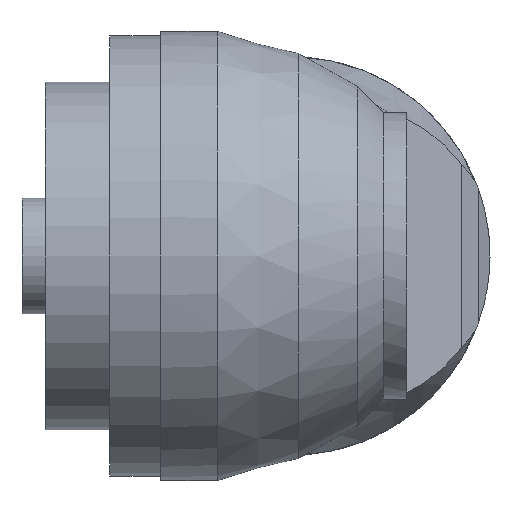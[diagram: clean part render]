
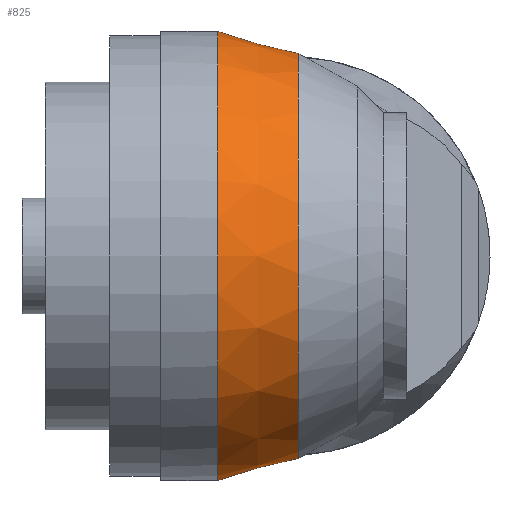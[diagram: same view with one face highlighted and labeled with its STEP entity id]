
A CAD part, left-side view. The second image highlights one B-rep face of the part: STEP entity #825.
In plain terms, the highlighted conical face has half-angle 15 degrees and reference radius 48.5 mm.
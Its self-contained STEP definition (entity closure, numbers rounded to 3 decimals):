
#36=CONICAL_SURFACE('',#932,48.5,0.262);
#37=B_SPLINE_CURVE_WITH_KNOTS('',3,(#1287,#1288,#1289,#1290,#1291,#1292),
 .UNSPECIFIED.,.F.,.F.,(4,2,4),(2.769,3.604,3.857),
 .UNSPECIFIED.);
#43=B_SPLINE_CURVE_WITH_KNOTS('',3,(#1338,#1339,#1340,#1341,#1342,#1343),
 .UNSPECIFIED.,.F.,.F.,(4,2,4),(3.496,4.218,4.416),
 .UNSPECIFIED.);
#44=B_SPLINE_CURVE_WITH_KNOTS('',3,(#1347,#1348,#1349,#1350,#1351,#1352),
 .UNSPECIFIED.,.F.,.F.,(4,2,4),(14.919,15.171,16.007),
 .UNSPECIFIED.);
#50=B_SPLINE_CURVE_WITH_KNOTS('',3,(#1393,#1394,#1395,#1396,#1397,#1398),
 .UNSPECIFIED.,.F.,.F.,(4,2,4),(17.336,17.535,18.257),
 .UNSPECIFIED.);
#174=FACE_OUTER_BOUND('',#224,.T.);
#224=EDGE_LOOP('',(#631,#632,#633,#634,#635,#636));
#270=CIRCLE('',#927,43.841);
#274=CIRCLE('',#933,48.5);
#318=VERTEX_POINT('',#1285);
#319=VERTEX_POINT('',#1286);
#324=VERTEX_POINT('',#1316);
#329=VERTEX_POINT('',#1345);
#330=VERTEX_POINT('',#1346);
#338=VERTEX_POINT('',#1384);
#402=EDGE_CURVE('',#318,#319,#37,.T.);
#413=EDGE_CURVE('',#324,#318,#43,.T.);
#414=EDGE_CURVE('',#329,#330,#44,.T.);
#423=EDGE_CURVE('',#330,#338,#50,.T.);
#458=EDGE_CURVE('',#329,#319,#270,.T.);
#462=EDGE_CURVE('',#338,#324,#274,.T.);
#631=ORIENTED_EDGE('',*,*,#413,.T.);
#632=ORIENTED_EDGE('',*,*,#402,.T.);
#633=ORIENTED_EDGE('',*,*,#458,.F.);
#634=ORIENTED_EDGE('',*,*,#414,.T.);
#635=ORIENTED_EDGE('',*,*,#423,.T.);
#636=ORIENTED_EDGE('',*,*,#462,.T.);
#825=ADVANCED_FACE('',(#174),#36,.T.);
#927=AXIS2_PLACEMENT_3D('',#1473,#1122,#1123);
#932=AXIS2_PLACEMENT_3D('',#1479,#1132,#1133);
#933=AXIS2_PLACEMENT_3D('',#1480,#1134,#1135);
#1122=DIRECTION('center_axis',(0.,-1.,0.));
#1123=DIRECTION('ref_axis',(0.,0.,-1.));
#1132=DIRECTION('center_axis',(0.,1.,0.));
#1133=DIRECTION('ref_axis',(-1.,0.,0.));
#1134=DIRECTION('center_axis',(0.,-1.,0.));
#1135=DIRECTION('ref_axis',(0.,0.,-1.));
#1285=CARTESIAN_POINT('',(960.307,7.922,1284.882));
#1286=CARTESIAN_POINT('',(955.071,-1.58,1284.035));
#1287=CARTESIAN_POINT('Ctrl Pts',(960.307,7.922,1284.882));
#1288=CARTESIAN_POINT('Ctrl Pts',(958.739,5.586,1284.355));
#1289=CARTESIAN_POINT('Ctrl Pts',(957.285,3.179,1284.055));
#1290=CARTESIAN_POINT('Ctrl Pts',(955.721,-0.055,1283.992));
#1291=CARTESIAN_POINT('Ctrl Pts',(955.382,-0.814,1284.001));
#1292=CARTESIAN_POINT('Ctrl Pts',(955.071,-1.58,1284.035));
#1316=CARTESIAN_POINT('',(965.452,15.806,1286.903));
#1338=CARTESIAN_POINT('Ctrl Pts',(965.452,15.806,1286.903));
#1339=CARTESIAN_POINT('Ctrl Pts',(964.047,13.841,1286.17));
#1340=CARTESIAN_POINT('Ctrl Pts',(962.658,11.79,1285.591));
#1341=CARTESIAN_POINT('Ctrl Pts',(961.,9.096,1285.069));
#1342=CARTESIAN_POINT('Ctrl Pts',(960.65,8.511,1284.969));
#1343=CARTESIAN_POINT('Ctrl Pts',(960.307,7.922,1284.882));
#1345=CARTESIAN_POINT('',(955.071,-1.58,1355.965));
#1346=CARTESIAN_POINT('',(960.307,7.922,1355.118));
#1347=CARTESIAN_POINT('Ctrl Pts',(955.071,-1.58,1355.965));
#1348=CARTESIAN_POINT('Ctrl Pts',(955.382,-0.814,1355.999));
#1349=CARTESIAN_POINT('Ctrl Pts',(955.721,-0.055,1356.008));
#1350=CARTESIAN_POINT('Ctrl Pts',(957.285,3.179,1355.945));
#1351=CARTESIAN_POINT('Ctrl Pts',(958.739,5.586,1355.645));
#1352=CARTESIAN_POINT('Ctrl Pts',(960.307,7.922,1355.118));
#1384=CARTESIAN_POINT('',(965.452,15.806,1353.097));
#1393=CARTESIAN_POINT('Ctrl Pts',(960.307,7.922,1355.118));
#1394=CARTESIAN_POINT('Ctrl Pts',(960.65,8.511,1355.031));
#1395=CARTESIAN_POINT('Ctrl Pts',(961.,9.096,1354.931));
#1396=CARTESIAN_POINT('Ctrl Pts',(962.658,11.79,1354.409));
#1397=CARTESIAN_POINT('Ctrl Pts',(964.047,13.841,1353.83));
#1398=CARTESIAN_POINT('Ctrl Pts',(965.452,15.806,1353.097));
#1473=CARTESIAN_POINT('Origin',(930.,-1.58,1320.));
#1479=CARTESIAN_POINT('Origin',(930.,15.806,1320.));
#1480=CARTESIAN_POINT('Origin',(930.,15.806,1320.));
